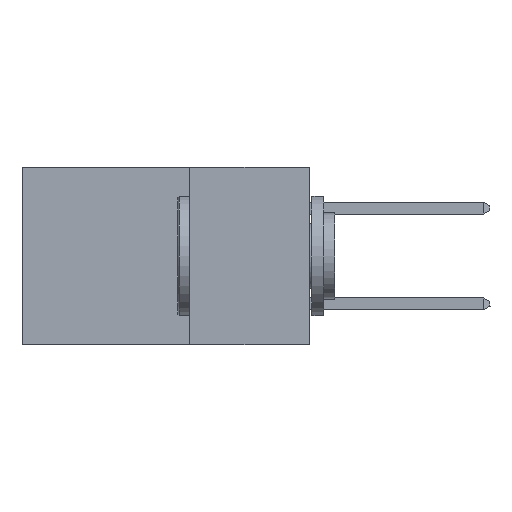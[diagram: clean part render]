
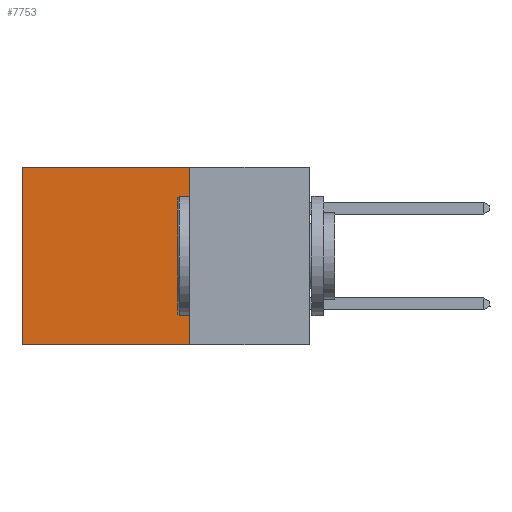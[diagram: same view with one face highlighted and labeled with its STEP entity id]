
A CAD part, left-side view. The second image highlights one B-rep face of the part: STEP entity #7753.
In plain terms, the highlighted planar face has unit normal (-1, 0, 0).
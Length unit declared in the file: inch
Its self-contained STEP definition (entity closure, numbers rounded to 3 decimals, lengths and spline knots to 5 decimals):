
#32 = DIRECTION ( 'NONE',  ( 1., 0., 0. ) ) ;
#969 = DIRECTION ( 'NONE',  ( 0., 0., -1. ) ) ;
#1595 = VERTEX_POINT ( 'NONE', #34024 ) ;
#1804 = DIRECTION ( 'NONE',  ( 0., 1., 0. ) ) ;
#3902 = CARTESIAN_POINT ( 'NONE',  ( 0.2875, 0.25, 0. ) ) ;
#4397 = VECTOR ( 'NONE', #30004, 39.37008 ) ;
#5995 = VECTOR ( 'NONE', #30443, 39.37008 ) ;
#6538 = CARTESIAN_POINT ( 'NONE',  ( 0.2875, 0.25, 0. ) ) ;
#7103 = ORIENTED_EDGE ( 'NONE', *, *, #23769, .F. ) ;
#7753 = ADVANCED_FACE ( 'NONE', ( #33442 ), #23155, .F. ) ;
#8441 = VECTOR ( 'NONE', #1804, 39.37008 ) ;
#10527 = ORIENTED_EDGE ( 'NONE', *, *, #33300, .T. ) ;
#10659 = CARTESIAN_POINT ( 'NONE',  ( 0.2875, 0.25, 0. ) ) ;
#11025 = DIRECTION ( 'NONE',  ( 0., 1., 0. ) ) ;
#11038 = VERTEX_POINT ( 'NONE', #19181 ) ;
#12589 = ORIENTED_EDGE ( 'NONE', *, *, #15005, .F. ) ;
#13574 = CARTESIAN_POINT ( 'NONE',  ( 0.2875, 0.25, -0.37 ) ) ;
#14966 = VERTEX_POINT ( 'NONE', #6538 ) ;
#15005 = EDGE_CURVE ( 'NONE', #14966, #15602, #17181, .T. ) ;
#15602 = VERTEX_POINT ( 'NONE', #21091 ) ;
#16550 = VECTOR ( 'NONE', #11025, 39.37008 ) ;
#17181 = LINE ( 'NONE', #3902, #4397 ) ;
#17966 = LINE ( 'NONE', #27619, #5995 ) ;
#18787 = AXIS2_PLACEMENT_3D ( 'NONE', #10659, #32, #969 ) ;
#19181 = CARTESIAN_POINT ( 'NONE',  ( 0.2875, 0.6, -0.37 ) ) ;
#20827 = LINE ( 'NONE', #33833, #8441 ) ;
#21091 = CARTESIAN_POINT ( 'NONE',  ( 0.2875, 0.25, -0.37 ) ) ;
#23155 = PLANE ( 'NONE',  #18787 ) ;
#23769 = EDGE_CURVE ( 'NONE', #15602, #11038, #30641, .T. ) ;
#26613 = ORIENTED_EDGE ( 'NONE', *, *, #30550, .T. ) ;
#27619 = CARTESIAN_POINT ( 'NONE',  ( 0.2875, 0.6, 0. ) ) ;
#30004 = DIRECTION ( 'NONE',  ( 0., 0., -1. ) ) ;
#30443 = DIRECTION ( 'NONE',  ( 0., 0., -1. ) ) ;
#30550 = EDGE_CURVE ( 'NONE', #1595, #11038, #17966, .T. ) ;
#30641 = LINE ( 'NONE', #13574, #16550 ) ;
#31575 = EDGE_LOOP ( 'NONE', ( #26613, #7103, #12589, #10527 ) ) ;
#33300 = EDGE_CURVE ( 'NONE', #14966, #1595, #20827, .T. ) ;
#33442 = FACE_OUTER_BOUND ( 'NONE', #31575, .T. ) ;
#33833 = CARTESIAN_POINT ( 'NONE',  ( 0.2875, 0.25, 0. ) ) ;
#34024 = CARTESIAN_POINT ( 'NONE',  ( 0.2875, 0.6, 0. ) ) ;
